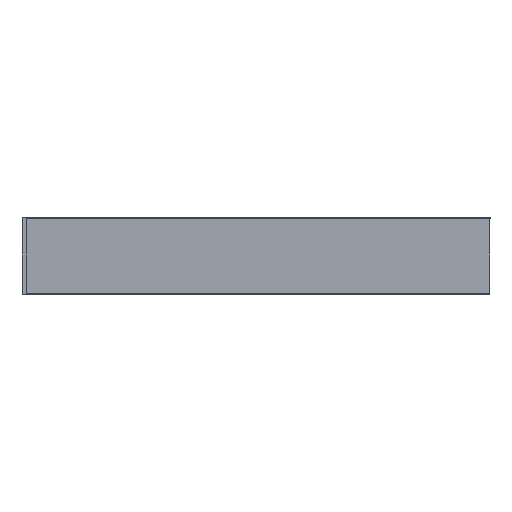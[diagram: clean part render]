
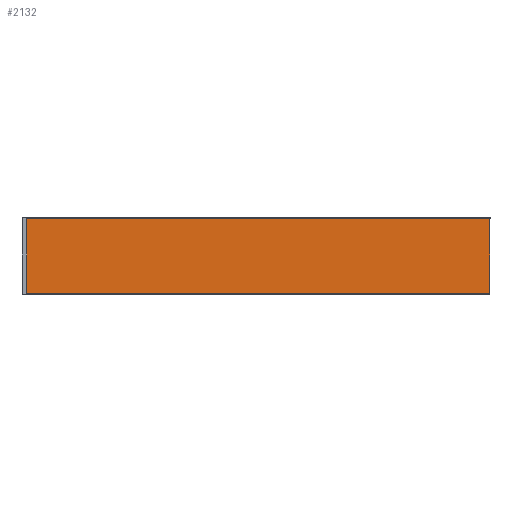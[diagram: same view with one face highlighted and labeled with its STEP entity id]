
A CAD part, top view. The second image highlights one B-rep face of the part: STEP entity #2132.
In plain terms, the highlighted planar face has unit normal (0, 0, 1).
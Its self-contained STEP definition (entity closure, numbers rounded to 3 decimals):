
#222=FACE_OUTER_BOUND('',#335,.T.);
#335=EDGE_LOOP('',(#1458,#1459,#1460,#1461));
#452=LINE('',#3171,#668);
#453=LINE('',#3173,#669);
#454=LINE('',#3175,#670);
#455=LINE('',#3176,#671);
#668=VECTOR('',#2485,1.);
#669=VECTOR('',#2486,1.);
#670=VECTOR('',#2487,1.);
#671=VECTOR('',#2488,1.);
#884=VERTEX_POINT('',#3169);
#885=VERTEX_POINT('',#3170);
#886=VERTEX_POINT('',#3172);
#887=VERTEX_POINT('',#3174);
#1119=EDGE_CURVE('',#884,#885,#452,.T.);
#1120=EDGE_CURVE('',#886,#884,#453,.T.);
#1121=EDGE_CURVE('',#886,#887,#454,.T.);
#1122=EDGE_CURVE('',#887,#885,#455,.T.);
#1458=ORIENTED_EDGE('',*,*,#1119,.F.);
#1459=ORIENTED_EDGE('',*,*,#1120,.F.);
#1460=ORIENTED_EDGE('',*,*,#1121,.T.);
#1461=ORIENTED_EDGE('',*,*,#1122,.T.);
#2077=PLANE('',#2247);
#2132=ADVANCED_FACE('',(#222),#2077,.T.);
#2247=AXIS2_PLACEMENT_3D('',#3168,#2483,#2484);
#2483=DIRECTION('center_axis',(0.,0.,1.));
#2484=DIRECTION('ref_axis',(1.,0.,0.));
#2485=DIRECTION('',(1.,0.,0.));
#2486=DIRECTION('',(0.,1.,0.));
#2487=DIRECTION('',(1.,0.,0.));
#2488=DIRECTION('',(0.,1.,0.));
#3168=CARTESIAN_POINT('Origin',(1589.737,294.815,-37.5));
#3169=CARTESIAN_POINT('',(105.727,541.815,-37.5));
#3170=CARTESIAN_POINT('',(3104.737,541.815,-37.5));
#3171=CARTESIAN_POINT('',(1604.737,541.815,-37.5));
#3172=CARTESIAN_POINT('',(105.727,47.815,-37.5));
#3173=CARTESIAN_POINT('',(105.727,294.815,-37.5));
#3174=CARTESIAN_POINT('',(3104.737,47.815,-37.5));
#3175=CARTESIAN_POINT('',(1604.737,47.815,-37.5));
#3176=CARTESIAN_POINT('',(3104.737,294.815,-37.5));
